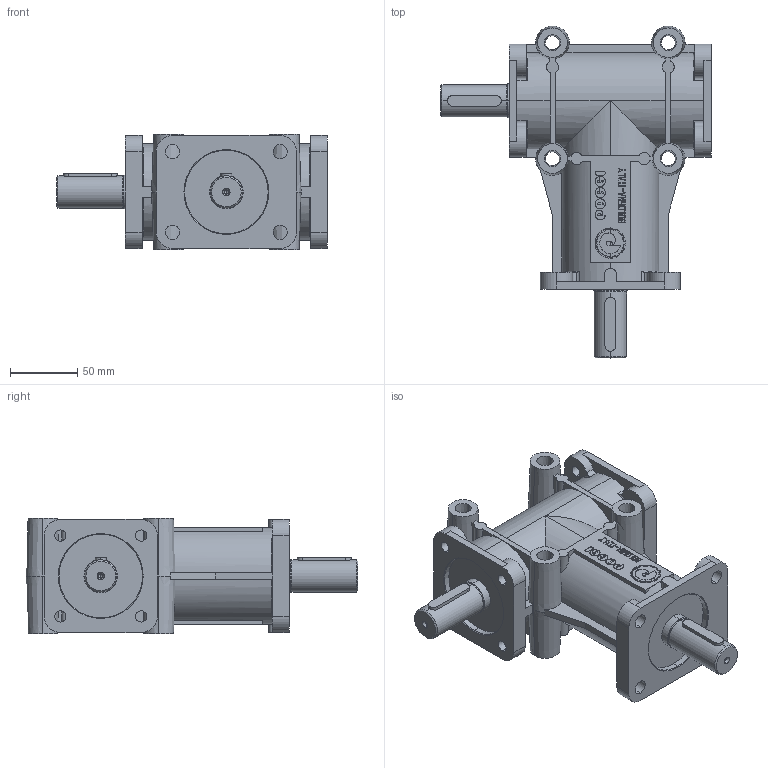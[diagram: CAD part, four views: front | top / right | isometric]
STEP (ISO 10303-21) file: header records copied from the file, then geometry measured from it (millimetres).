
FILE_DESCRIPTION(('STEP AP214'),'1');
FILE_NAME('182032111.stp','2017-10-10T10:48:17',('TraceParts'),('TraceParts S.A.'),'Spatial InterOp 3D',' ',' ');
FILE_SCHEMA(('automotive_design'));
Length unit declared in the file: millimetre
Products named in the file (1): 182032111
Bounding box: 201 x 246.5 x 86 mm (x, y, z)
Volume: 1296689.8 mm3; surface area: 146356.1 mm2
Topology: 1 solids, 1 shells, 1025 faces, 2835 edges, 1877 vertices
Faces by surface type: plane 445, extrusion 346, cylinder 160, cone 54, torus 20
Entity records: 60115 total; most frequent: CARTESIAN_POINT 27407, ORIENTED_EDGE 5662, DIRECTION 3892, EDGE_CURVE 2831, VERTEX_POINT 1877, VECTOR 1602, B_SPLINE_CURVE_WITH_KNOTS 1456, LINE 1256
